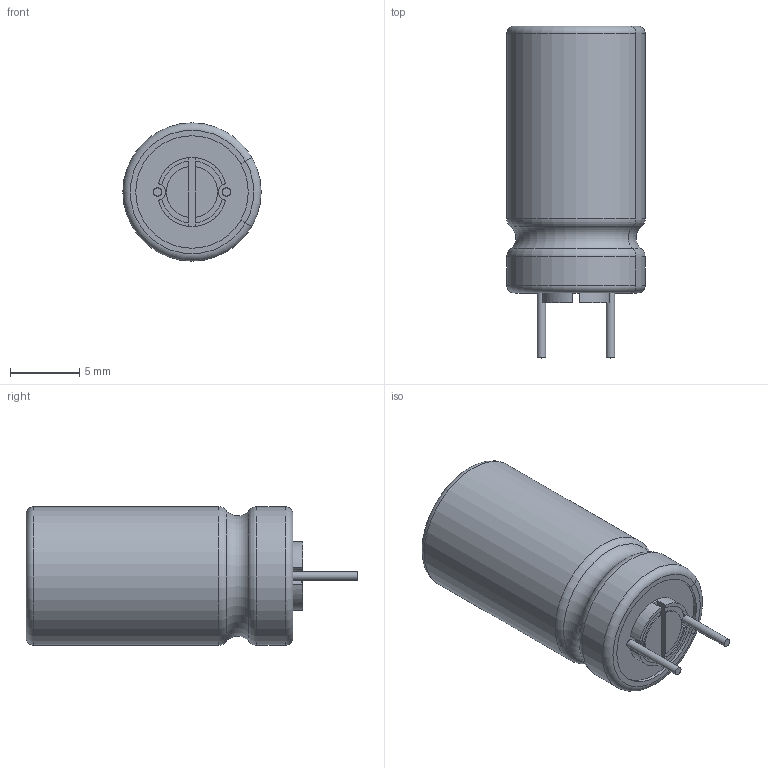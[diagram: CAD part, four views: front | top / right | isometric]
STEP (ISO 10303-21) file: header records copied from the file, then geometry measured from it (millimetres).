
FILE_DESCRIPTION(/* description */ ('STEP AP214'),/* implementation_level */ '2;1');
FILE_NAME(/* name */ 'EEUFR1E102.step',/* time_stamp */ '2025-11-01T20:45:28-03:00',/* author */ (''),/* organization */ (''),/* preprocessor_version */ 'ST-DEVELOPER v20.1',/* originating_system */ 'Autodesk Translation Framework v14.17.0.0',/* authorisation */ '');
FILE_SCHEMA (('AUTOMOTIVE_DESIGN { 1 0 10303 214 3 1 1 }'));
Length unit declared in the file: millimetre
Products named in the file (1): 2025-11-01-23-43-44-559
Bounding box: 10 x 24 x 10 mm (x, y, z)
Volume: 1483.2 mm3; surface area: 1304.3 mm2
Topology: 5 solids, 5 shells, 74 faces, 187 edges, 124 vertices
Faces by surface type: plane 42, cylinder 22, torus 10
Full cylindrical faces by diameter (mm): 0.6 x2, 7.74 x1
Entity records: 2313 total; most frequent: DIRECTION 425, CARTESIAN_POINT 386, ORIENTED_EDGE 374, EDGE_CURVE 187, AXIS2_PLACEMENT_3D 163, VERTEX_POINT 124, LINE 99, VECTOR 99
